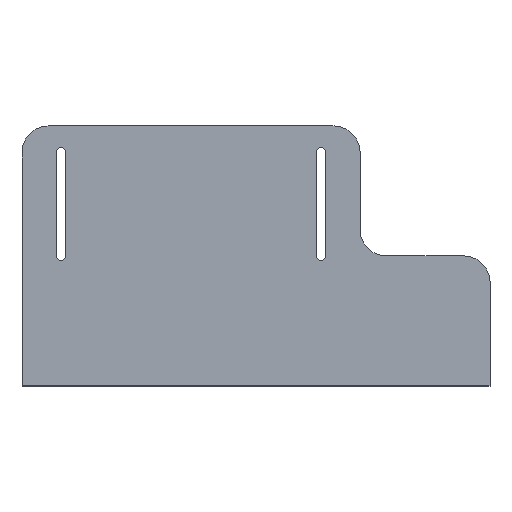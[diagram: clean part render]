
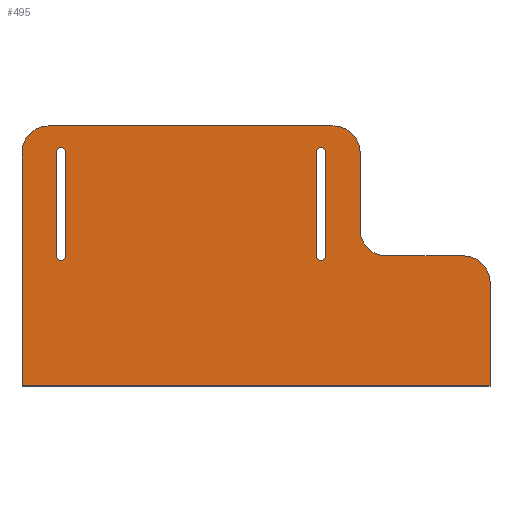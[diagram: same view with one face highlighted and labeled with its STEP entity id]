
A CAD part, top view. The second image highlights one B-rep face of the part: STEP entity #495.
In plain terms, the highlighted planar face has unit normal (0, 0, 1).
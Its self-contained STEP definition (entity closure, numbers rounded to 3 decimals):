
#15=FACE_BOUND('',#69,.T.);
#16=FACE_BOUND('',#70,.T.);
#24=PLANE('',#541);
#42=FACE_OUTER_BOUND('',#68,.T.);
#68=EDGE_LOOP('',(#376,#377,#378,#379,#380,#381,#382,#383,#384,#385));
#69=EDGE_LOOP('',(#386,#387,#388,#389));
#70=EDGE_LOOP('',(#390,#391,#392,#393));
#101=LINE('',#761,#151);
#107=LINE('',#773,#157);
#111=LINE('',#783,#161);
#112=LINE('',#787,#162);
#113=LINE('',#791,#163);
#114=LINE('',#793,#164);
#115=LINE('',#796,#165);
#116=LINE('',#800,#166);
#117=LINE('',#806,#167);
#118=LINE('',#809,#168);
#151=VECTOR('',#608,10.);
#157=VECTOR('',#620,10.);
#161=VECTOR('',#630,10.);
#162=VECTOR('',#633,10.);
#163=VECTOR('',#636,10.);
#164=VECTOR('',#639,10.);
#165=VECTOR('',#640,10.);
#166=VECTOR('',#643,10.);
#167=VECTOR('',#648,10.);
#168=VECTOR('',#651,10.);
#196=CIRCLE('',#542,10.);
#197=CIRCLE('',#543,10.);
#198=CIRCLE('',#544,10.);
#199=CIRCLE('',#545,10.);
#200=CIRCLE('',#546,1.75);
#201=CIRCLE('',#547,1.75);
#202=CIRCLE('',#548,1.75);
#203=CIRCLE('',#549,1.75);
#226=VERTEX_POINT('',#758);
#227=VERTEX_POINT('',#760);
#229=VERTEX_POINT('',#770);
#230=VERTEX_POINT('',#772);
#232=VERTEX_POINT('',#780);
#233=VERTEX_POINT('',#782);
#234=VERTEX_POINT('',#784);
#235=VERTEX_POINT('',#786);
#236=VERTEX_POINT('',#788);
#237=VERTEX_POINT('',#790);
#238=VERTEX_POINT('',#794);
#239=VERTEX_POINT('',#795);
#240=VERTEX_POINT('',#797);
#241=VERTEX_POINT('',#799);
#242=VERTEX_POINT('',#802);
#243=VERTEX_POINT('',#803);
#244=VERTEX_POINT('',#805);
#245=VERTEX_POINT('',#807);
#277=EDGE_CURVE('',#227,#226,#101,.T.);
#283=EDGE_CURVE('',#230,#229,#107,.T.);
#287=EDGE_CURVE('',#226,#232,#196,.T.);
#288=EDGE_CURVE('',#232,#233,#111,.T.);
#289=EDGE_CURVE('',#233,#234,#197,.T.);
#290=EDGE_CURVE('',#234,#235,#112,.T.);
#291=EDGE_CURVE('',#235,#236,#198,.T.);
#292=EDGE_CURVE('',#236,#237,#113,.T.);
#293=EDGE_CURVE('',#237,#230,#199,.T.);
#294=EDGE_CURVE('',#229,#227,#114,.T.);
#295=EDGE_CURVE('',#238,#239,#115,.T.);
#296=EDGE_CURVE('',#239,#240,#200,.T.);
#297=EDGE_CURVE('',#240,#241,#116,.T.);
#298=EDGE_CURVE('',#241,#238,#201,.T.);
#299=EDGE_CURVE('',#242,#243,#202,.T.);
#300=EDGE_CURVE('',#243,#244,#117,.T.);
#301=EDGE_CURVE('',#244,#245,#203,.T.);
#302=EDGE_CURVE('',#245,#242,#118,.T.);
#376=ORIENTED_EDGE('',*,*,#277,.T.);
#377=ORIENTED_EDGE('',*,*,#287,.T.);
#378=ORIENTED_EDGE('',*,*,#288,.T.);
#379=ORIENTED_EDGE('',*,*,#289,.T.);
#380=ORIENTED_EDGE('',*,*,#290,.T.);
#381=ORIENTED_EDGE('',*,*,#291,.T.);
#382=ORIENTED_EDGE('',*,*,#292,.T.);
#383=ORIENTED_EDGE('',*,*,#293,.T.);
#384=ORIENTED_EDGE('',*,*,#283,.T.);
#385=ORIENTED_EDGE('',*,*,#294,.T.);
#386=ORIENTED_EDGE('',*,*,#295,.T.);
#387=ORIENTED_EDGE('',*,*,#296,.T.);
#388=ORIENTED_EDGE('',*,*,#297,.T.);
#389=ORIENTED_EDGE('',*,*,#298,.T.);
#390=ORIENTED_EDGE('',*,*,#299,.T.);
#391=ORIENTED_EDGE('',*,*,#300,.T.);
#392=ORIENTED_EDGE('',*,*,#301,.T.);
#393=ORIENTED_EDGE('',*,*,#302,.T.);
#495=ADVANCED_FACE('',(#42,#15,#16),#24,.T.);
#541=AXIS2_PLACEMENT_3D('',#779,#626,#627);
#542=AXIS2_PLACEMENT_3D('',#781,#628,#629);
#543=AXIS2_PLACEMENT_3D('',#785,#631,#632);
#544=AXIS2_PLACEMENT_3D('',#789,#634,#635);
#545=AXIS2_PLACEMENT_3D('',#792,#637,#638);
#546=AXIS2_PLACEMENT_3D('',#798,#641,#642);
#547=AXIS2_PLACEMENT_3D('',#801,#644,#645);
#548=AXIS2_PLACEMENT_3D('',#804,#646,#647);
#549=AXIS2_PLACEMENT_3D('',#808,#649,#650);
#608=DIRECTION('',(0.,1.,0.));
#620=DIRECTION('',(0.,-1.,0.));
#626=DIRECTION('center_axis',(0.,0.,1.));
#627=DIRECTION('ref_axis',(1.,0.,0.));
#628=DIRECTION('center_axis',(0.,0.,1.));
#629=DIRECTION('ref_axis',(1.,0.,0.));
#630=DIRECTION('',(-1.,0.,0.));
#631=DIRECTION('center_axis',(0.,0.,-1.));
#632=DIRECTION('ref_axis',(-1.,0.,0.));
#633=DIRECTION('',(0.,1.,0.));
#634=DIRECTION('center_axis',(0.,0.,1.));
#635=DIRECTION('ref_axis',(1.,0.,0.));
#636=DIRECTION('',(-1.,0.,0.));
#637=DIRECTION('center_axis',(0.,0.,1.));
#638=DIRECTION('ref_axis',(0.,1.,0.));
#639=DIRECTION('',(1.,0.,0.));
#640=DIRECTION('',(0.,-1.,0.));
#641=DIRECTION('center_axis',(0.,0.,-1.));
#642=DIRECTION('ref_axis',(1.,0.,0.));
#643=DIRECTION('',(0.,1.,0.));
#644=DIRECTION('center_axis',(0.,0.,-1.));
#645=DIRECTION('ref_axis',(1.,0.,0.));
#646=DIRECTION('center_axis',(0.,0.,-1.));
#647=DIRECTION('ref_axis',(1.,0.,0.));
#648=DIRECTION('',(0.,1.,0.));
#649=DIRECTION('center_axis',(0.,0.,-1.));
#650=DIRECTION('ref_axis',(1.,0.,0.));
#651=DIRECTION('',(0.,-1.,0.));
#758=CARTESIAN_POINT('',(180.,40.,5.));
#760=CARTESIAN_POINT('',(180.,0.,5.));
#761=CARTESIAN_POINT('',(180.,0.,5.));
#770=CARTESIAN_POINT('',(0.,0.,5.));
#772=CARTESIAN_POINT('',(0.,90.,5.));
#773=CARTESIAN_POINT('',(0.,90.,5.));
#779=CARTESIAN_POINT('Origin',(90.,50.,5.));
#780=CARTESIAN_POINT('',(170.,50.,5.));
#781=CARTESIAN_POINT('Origin',(170.,40.,5.));
#782=CARTESIAN_POINT('',(140.,50.,5.));
#783=CARTESIAN_POINT('',(130.,50.,5.));
#784=CARTESIAN_POINT('',(130.,60.,5.));
#785=CARTESIAN_POINT('Origin',(140.,60.,5.));
#786=CARTESIAN_POINT('',(130.,90.,5.));
#787=CARTESIAN_POINT('',(130.,90.,5.));
#788=CARTESIAN_POINT('',(120.,100.,5.));
#789=CARTESIAN_POINT('Origin',(120.,90.,5.));
#790=CARTESIAN_POINT('',(10.,100.,5.));
#791=CARTESIAN_POINT('',(120.,100.,5.));
#792=CARTESIAN_POINT('Origin',(10.,90.,5.));
#793=CARTESIAN_POINT('',(0.,0.,5.));
#794=CARTESIAN_POINT('',(116.75,90.,5.));
#795=CARTESIAN_POINT('',(116.75,50.,5.));
#796=CARTESIAN_POINT('',(116.75,50.,5.));
#797=CARTESIAN_POINT('',(113.25,50.,5.));
#798=CARTESIAN_POINT('Origin',(115.,50.,5.));
#799=CARTESIAN_POINT('',(113.25,90.,5.));
#800=CARTESIAN_POINT('',(113.25,90.,5.));
#801=CARTESIAN_POINT('Origin',(115.,90.,5.));
#802=CARTESIAN_POINT('',(16.75,50.,5.));
#803=CARTESIAN_POINT('',(13.25,50.,5.));
#804=CARTESIAN_POINT('Origin',(15.,50.,5.));
#805=CARTESIAN_POINT('',(13.25,90.,5.));
#806=CARTESIAN_POINT('',(13.25,50.,5.));
#807=CARTESIAN_POINT('',(16.75,90.,5.));
#808=CARTESIAN_POINT('Origin',(15.,90.,5.));
#809=CARTESIAN_POINT('',(16.75,90.,5.));
